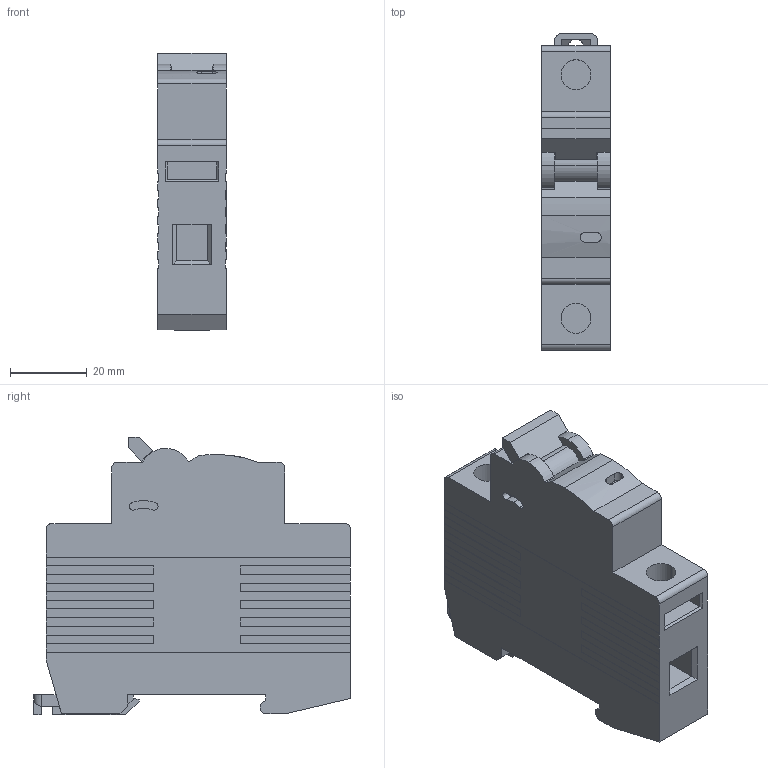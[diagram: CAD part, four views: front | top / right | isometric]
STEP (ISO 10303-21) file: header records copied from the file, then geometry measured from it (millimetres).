
FILE_DESCRIPTION (( 'STEP AP214' ), '1' );
FILE_NAME ('MVA20-1-001-C.STEP', '2025-02-06T11:11:50', ( '' ), ( '' ), 'SwSTEP 2.0', 'SolidWorks 2022', '' );
FILE_SCHEMA (( 'AUTOMOTIVE_DESIGN' ));
Length unit declared in the file: millimetre
Products named in the file (1): MVA20-1-001-C
Bounding box: 17.8 x 82.5 x 72.35 mm (x, y, z)
Volume: 74225.9 mm3; surface area: 17601.5 mm2
Topology: 1 solids, 2 shells, 276 faces, 771 edges, 509 vertices
Faces by surface type: plane 237, cylinder 39
Entity records: 9370 total; most frequent: CARTESIAN_POINT 1616, ORIENTED_EDGE 1542, DIRECTION 1388, EDGE_CURVE 771, VECTOR 686, LINE 686, VERTEX_POINT 509, AXIS2_PLACEMENT_3D 351
